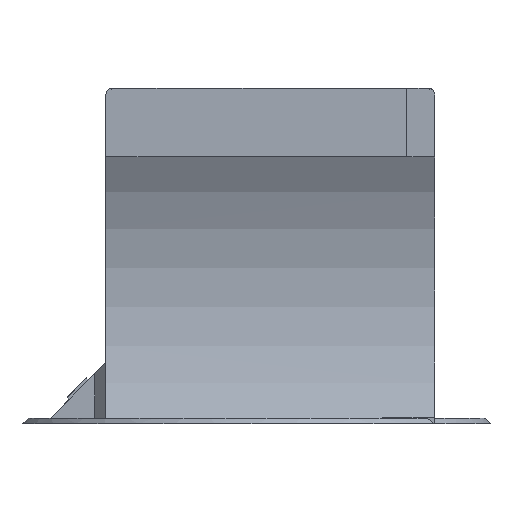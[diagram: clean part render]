
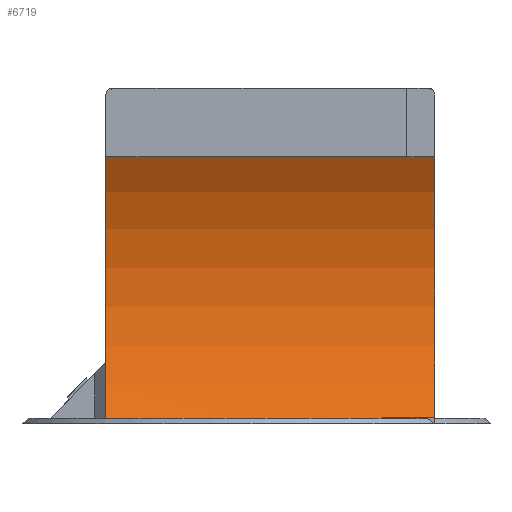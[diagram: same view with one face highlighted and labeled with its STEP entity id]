
A CAD part, front view. The second image highlights one B-rep face of the part: STEP entity #6719.
In plain terms, the highlighted cylindrical face has radius 44 mm (diameter 88 mm), a partial arc.
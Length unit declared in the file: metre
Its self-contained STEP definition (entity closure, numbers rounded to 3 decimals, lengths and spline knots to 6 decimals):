
#94=ELLIPSE('',#7111,57.992086,0.044);
#98=ELLIPSE('',#7121,57.992086,0.044);
#114=CYLINDRICAL_SURFACE('',#7162,0.044);
#441=CIRCLE('',#7101,0.044);
#445=CIRCLE('',#7119,0.044);
#1000=ORIENTED_EDGE('',*,*,#3010,.F.);
#1001=ORIENTED_EDGE('',*,*,#2985,.T.);
#1002=ORIENTED_EDGE('',*,*,#3030,.F.);
#1003=ORIENTED_EDGE('',*,*,#3004,.F.);
#1004=ORIENTED_EDGE('',*,*,#3023,.T.);
#1005=ORIENTED_EDGE('',*,*,#3024,.F.);
#2985=EDGE_CURVE('',#4052,#4051,#441,.F.);
#3004=EDGE_CURVE('',#4068,#4069,#94,.T.);
#3010=EDGE_CURVE('',#4052,#4073,#4751,.T.);
#3023=EDGE_CURVE('',#4068,#4082,#445,.T.);
#3024=EDGE_CURVE('',#4073,#4082,#98,.T.);
#3030=EDGE_CURVE('',#4069,#4051,#4764,.F.);
#4051=VERTEX_POINT('',#9878);
#4052=VERTEX_POINT('',#9880);
#4068=VERTEX_POINT('',#9930);
#4069=VERTEX_POINT('',#9932);
#4073=VERTEX_POINT('',#9948);
#4082=VERTEX_POINT('',#9978);
#4751=LINE('',#9947,#5263);
#4764=LINE('',#9995,#5276);
#5263=VECTOR('',#7898,1.);
#5276=VECTOR('',#7929,1.);
#5789=EDGE_LOOP('',(#1000,#1001,#1002,#1003,#1004,#1005));
#6196=FACE_BOUND('',#5789,.T.);
#6719=ADVANCED_FACE('',(#6196),#114,.F.);
#7101=AXIS2_PLACEMENT_3D('',#9879,#7859,#7860);
#7111=AXIS2_PLACEMENT_3D('',#9931,#7887,#7888);
#7119=AXIS2_PLACEMENT_3D('',#9979,#7915,#7916);
#7121=AXIS2_PLACEMENT_3D('',#9981,#7919,#7920);
#7162=AXIS2_PLACEMENT_3D('',#10167,#8026,#8027);
#7859=DIRECTION('',(-1.,0.,0.));
#7860=DIRECTION('',(0.,-1.,0.));
#7887=DIRECTION('',(-0.001,1.,0.));
#7888=DIRECTION('',(-1.,-0.001,0.));
#7898=DIRECTION('',(-1.,0.,0.));
#7915=DIRECTION('',(-1.,0.,0.));
#7916=DIRECTION('',(0.,0.,1.));
#7919=DIRECTION('',(-0.001,1.,0.));
#7920=DIRECTION('',(-1.,-0.001,0.));
#7929=DIRECTION('',(-1.,0.,0.));
#8026=DIRECTION('',(-1.,0.,0.));
#8027=DIRECTION('',(0.,0.,1.));
#9878=CARTESIAN_POINT('',(0.015087,-0.188345,-0.003165));
#9879=CARTESIAN_POINT('',(0.015087,-0.225616,-0.02655));
#9880=CARTESIAN_POINT('',(0.015087,-0.188345,-0.049935));
#9930=CARTESIAN_POINT('',(-0.04385,-0.188386,-0.0031));
#9931=CARTESIAN_POINT('',(-49.11348,-0.225616,-0.02655));
#9932=CARTESIAN_POINT('',(0.010087,-0.188345,-0.003165));
#9947=CARTESIAN_POINT('',(0.015089,-0.188345,-0.049935));
#9948=CARTESIAN_POINT('',(0.010087,-0.188345,-0.049935));
#9978=CARTESIAN_POINT('',(-0.043848,-0.188386,-0.05));
#9979=CARTESIAN_POINT('',(-0.043853,-0.225616,-0.02655));
#9981=CARTESIAN_POINT('',(-49.11348,-0.225616,-0.02655));
#9995=CARTESIAN_POINT('',(0.015089,-0.188345,-0.003165));
#10167=CARTESIAN_POINT('',(0.015089,-0.225616,-0.02655));
